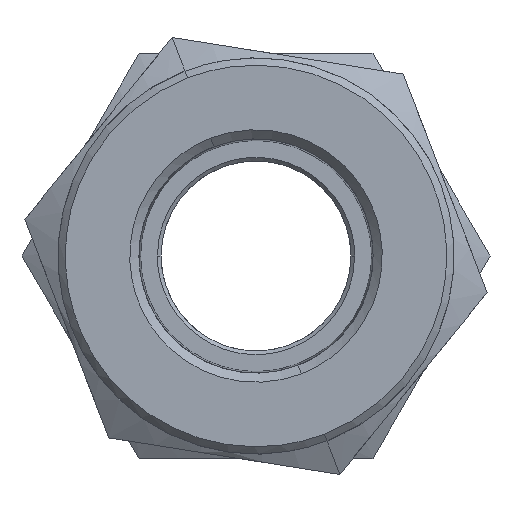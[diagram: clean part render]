
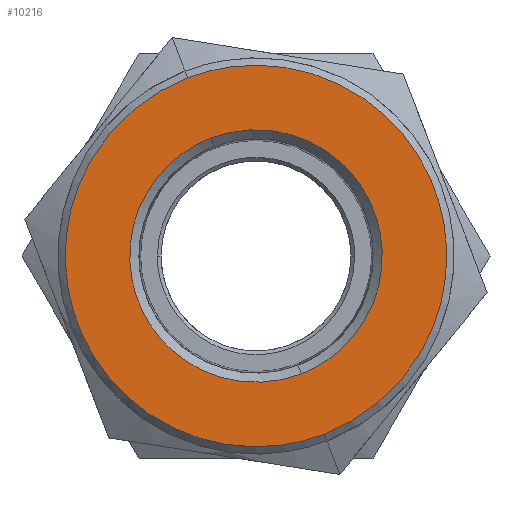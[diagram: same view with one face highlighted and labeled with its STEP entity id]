
A CAD part, left-side view. The second image highlights one B-rep face of the part: STEP entity #10216.
In plain terms, the highlighted free-form (B-spline) face has degree [1, 1] with [2, 2] control points.
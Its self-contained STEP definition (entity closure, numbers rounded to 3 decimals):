
#10184 = VERTEX_POINT('',#10185);
#10185 = CARTESIAN_POINT('',(-29.026,-3.596,
    -9.367));
#10192 = VERTEX_POINT('',#10193);
#10193 = CARTESIAN_POINT('',(-29.026,3.596,
    9.367));
#10198 = EDGE_CURVE('',#10184,#10192,#10199,.T.);
#10199 = ( BOUNDED_CURVE() B_SPLINE_CURVE(2,(#10200,#10201,#10202,#10203
,#10204),.UNSPECIFIED.,.F.,.F.) B_SPLINE_CURVE_WITH_KNOTS((3,2,3),(0.,
1.571,3.142),.PIECEWISE_BEZIER_KNOTS.) CURVE() 
GEOMETRIC_REPRESENTATION_ITEM() RATIONAL_B_SPLINE_CURVE((1.,
0.707,1.,0.707,1.)) REPRESENTATION_ITEM('') );
#10200 = CARTESIAN_POINT('',(-29.026,-3.596,
    -9.367));
#10201 = CARTESIAN_POINT('',(-29.026,-12.963,
    -5.772));
#10202 = CARTESIAN_POINT('',(-29.026,-9.367,
    3.596));
#10203 = CARTESIAN_POINT('',(-29.026,-5.772,
    12.963));
#10204 = CARTESIAN_POINT('',(-29.026,3.596,
    9.367));
#10216 = ADVANCED_FACE('',(#10217,#10228),#10250,.F.);
#10217 = FACE_BOUND('',#10218,.F.);
#10218 = EDGE_LOOP('',(#10219,#10227));
#10219 = ORIENTED_EDGE('',*,*,#10220,.F.);
#10220 = EDGE_CURVE('',#10192,#10184,#10221,.T.);
#10221 = ( BOUNDED_CURVE() B_SPLINE_CURVE(2,(#10222,#10223,#10224,#10225
,#10226),.UNSPECIFIED.,.F.,.F.) B_SPLINE_CURVE_WITH_KNOTS((3,2,3),(0.,
1.571,3.142),.PIECEWISE_BEZIER_KNOTS.) CURVE() 
GEOMETRIC_REPRESENTATION_ITEM() RATIONAL_B_SPLINE_CURVE((1.,
0.707,1.,0.707,1.)) REPRESENTATION_ITEM('') );
#10222 = CARTESIAN_POINT('',(-29.026,3.596,
    9.367));
#10223 = CARTESIAN_POINT('',(-29.026,12.963,
    5.772));
#10224 = CARTESIAN_POINT('',(-29.026,9.367,
    -3.596));
#10225 = CARTESIAN_POINT('',(-29.026,5.772,
    -12.963));
#10226 = CARTESIAN_POINT('',(-29.026,-3.596,
    -9.367));
#10227 = ORIENTED_EDGE('',*,*,#10198,.F.);
#10228 = FACE_BOUND('',#10229,.F.);
#10229 = EDGE_LOOP('',(#10230,#10242));
#10230 = ORIENTED_EDGE('',*,*,#10231,.F.);
#10231 = EDGE_CURVE('',#10232,#10234,#10236,.T.);
#10232 = VERTEX_POINT('',#10233);
#10233 = CARTESIAN_POINT('',(-29.026,-2.379,
    -6.199));
#10234 = VERTEX_POINT('',#10235);
#10235 = CARTESIAN_POINT('',(-29.026,2.379,
    6.199));
#10236 = ( BOUNDED_CURVE() B_SPLINE_CURVE(2,(#10237,#10238,#10239,#10240
,#10241),.UNSPECIFIED.,.F.,.F.) B_SPLINE_CURVE_WITH_KNOTS((3,2,3),(0.,
1.571,3.142),.PIECEWISE_BEZIER_KNOTS.) CURVE() 
GEOMETRIC_REPRESENTATION_ITEM() RATIONAL_B_SPLINE_CURVE((1.,
0.707,1.,0.707,1.)) REPRESENTATION_ITEM('') );
#10237 = CARTESIAN_POINT('',(-29.026,-2.379,
    -6.199));
#10238 = CARTESIAN_POINT('',(-29.026,3.819,
    -8.578));
#10239 = CARTESIAN_POINT('',(-29.026,6.199,
    -2.379));
#10240 = CARTESIAN_POINT('',(-29.026,8.578,
    3.819));
#10241 = CARTESIAN_POINT('',(-29.026,2.379,
    6.199));
#10242 = ORIENTED_EDGE('',*,*,#10243,.F.);
#10243 = EDGE_CURVE('',#10234,#10232,#10244,.T.);
#10244 = ( BOUNDED_CURVE() B_SPLINE_CURVE(2,(#10245,#10246,#10247,#10248
,#10249),.UNSPECIFIED.,.F.,.F.) B_SPLINE_CURVE_WITH_KNOTS((3,2,3),(0.,
1.571,3.142),.PIECEWISE_BEZIER_KNOTS.) CURVE() 
GEOMETRIC_REPRESENTATION_ITEM() RATIONAL_B_SPLINE_CURVE((1.,
0.707,1.,0.707,1.)) REPRESENTATION_ITEM('') );
#10245 = CARTESIAN_POINT('',(-29.026,2.379,
    6.199));
#10246 = CARTESIAN_POINT('',(-29.026,-3.819,
    8.578));
#10247 = CARTESIAN_POINT('',(-29.026,-6.199,
    2.379));
#10248 = CARTESIAN_POINT('',(-29.026,-8.578,
    -3.819));
#10249 = CARTESIAN_POINT('',(-29.026,-2.379,
    -6.199));
#10250 = B_SPLINE_SURFACE_WITH_KNOTS('',1,1,(
    (#10251,#10252)
    ,(#10253,#10254
    )),.UNSPECIFIED.,.F.,.F.,.F.,(2,2),(2,2),(-10.45,10.45),(-10.45,
    10.45),.PIECEWISE_BEZIER_KNOTS.);
#10251 = CARTESIAN_POINT('',(-29.026,-5.772,
    12.963));
#10252 = CARTESIAN_POINT('',(-29.026,12.963,
    5.772));
#10253 = CARTESIAN_POINT('',(-29.026,-12.963,
    -5.772));
#10254 = CARTESIAN_POINT('',(-29.026,5.772,
    -12.963));
